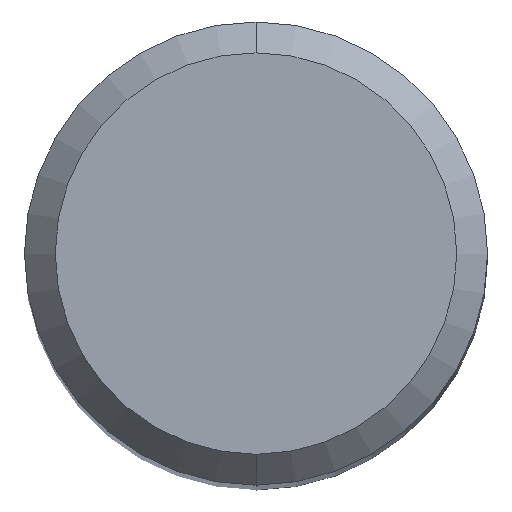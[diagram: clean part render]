
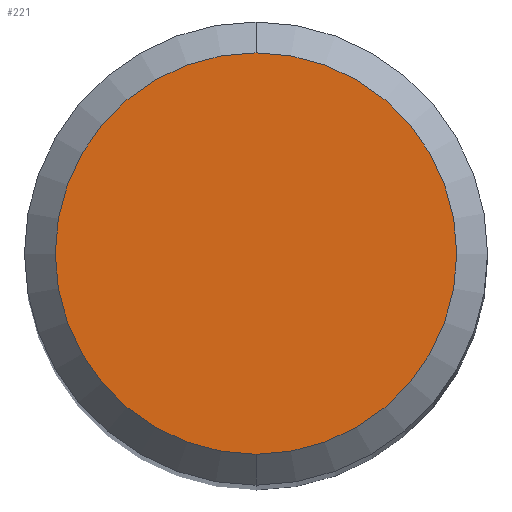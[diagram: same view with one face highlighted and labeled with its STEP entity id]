
A CAD part, top view. The second image highlights one B-rep face of the part: STEP entity #221.
In plain terms, the highlighted planar face has unit normal (0, 0, 1).
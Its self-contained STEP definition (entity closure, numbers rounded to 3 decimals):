
#203=VERTEX_POINT('',#562);
#213=EDGE_CURVE('',#203,#279,#573,.T.);
#221=ADVANCED_FACE('',(#582),#583,.T.);
#279=VERTEX_POINT('',#651);
#409=EDGE_CURVE('',#279,#203,#795,.T.);
#562=CARTESIAN_POINT('',(0.0,2.6,0.0));
#573=CIRCLE('',#968,2.6);
#582=FACE_OUTER_BOUND('',#983,.T.);
#583=PLANE('',#984);
#651=CARTESIAN_POINT('',(0.,-2.6,0.0));
#795=CIRCLE('',#1310,2.6);
#968=AXIS2_PLACEMENT_3D('',#1669,#1670,#1671);
#983=EDGE_LOOP('',(#1681,#1682));
#984=AXIS2_PLACEMENT_3D('',#1683,#1684,#1685);
#1310=AXIS2_PLACEMENT_3D('',#1925,#1926,#1927);
#1669=CARTESIAN_POINT('',(0.0,0.0,0.0));
#1670=DIRECTION('',(0.0,0.0,-1.0));
#1671=DIRECTION('',(0.0,1.0,0.0));
#1681=ORIENTED_EDGE('',*,*,#213,.F.);
#1682=ORIENTED_EDGE('',*,*,#409,.F.);
#1683=CARTESIAN_POINT('',(0.0,1.3,0.0));
#1684=DIRECTION('',(-0.0,0.0,1.0));
#1685=DIRECTION('',(0.0,-1.0,0.0));
#1925=CARTESIAN_POINT('',(0.0,0.0,0.0));
#1926=DIRECTION('',(0.0,0.0,-1.0));
#1927=DIRECTION('',(0.0,1.0,0.0));
